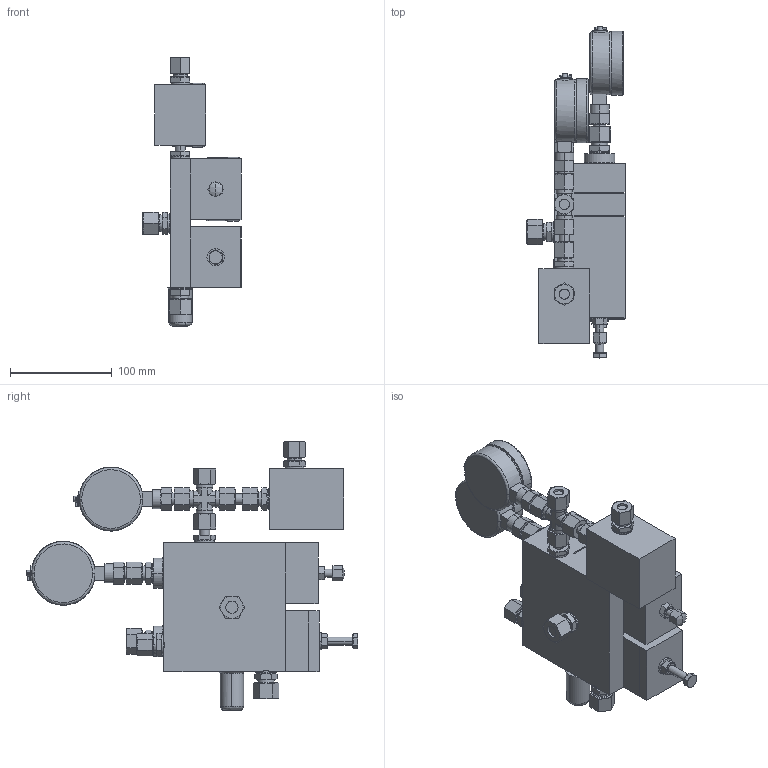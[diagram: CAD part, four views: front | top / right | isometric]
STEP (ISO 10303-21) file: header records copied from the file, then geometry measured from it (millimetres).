
FILE_DESCRIPTION (( 'STEP AP214' ), '1' );
FILE_NAME ('HON650.STEP', '2017-03-02T12:40:14', ( '' ), ( '' ), 'SwSTEP 2.0', 'SolidWorks 2015', '' );
FILE_SCHEMA (( 'AUTOMOTIVE_DESIGN' ));
Length unit declared in the file: millimetre
Products named in the file (1): HON650
Bounding box: 96.5 x 326.73 x 264.57 mm (x, y, z)
Volume: 1765350.1 mm3; surface area: 198905.1 mm2
Topology: 1 solids, 1 shells, 1130 faces, 2759 edges, 1720 vertices
Faces by surface type: plane 462, cone 317, bspline 230, cylinder 121
Entity records: 44918 total; most frequent: CARTESIAN_POINT 21000, ORIENTED_EDGE 5518, DIRECTION 3925, EDGE_CURVE 2759, VERTEX_POINT 1720, AXIS2_PLACEMENT_3D 1409, EDGE_LOOP 1221, B_SPLINE_CURVE_WITH_KNOTS 1135
